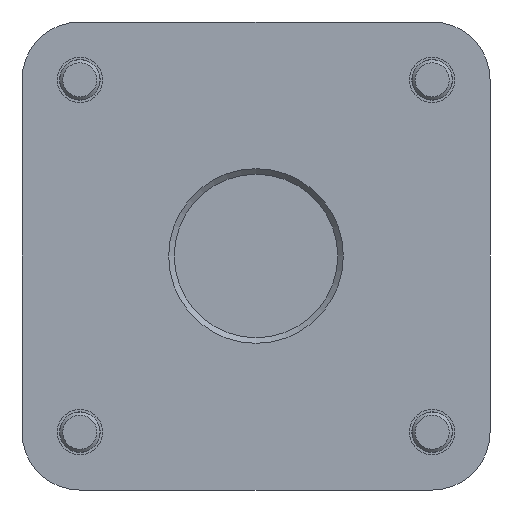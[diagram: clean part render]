
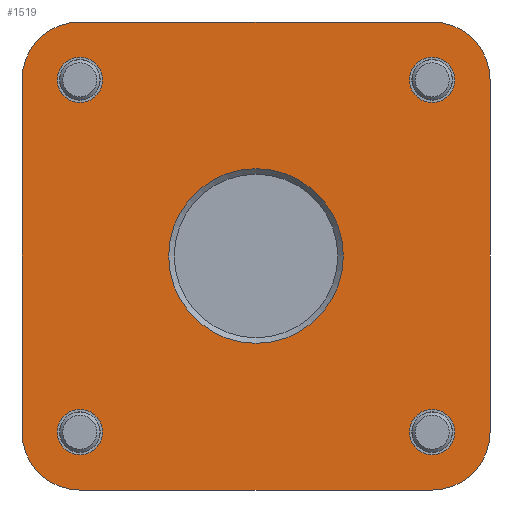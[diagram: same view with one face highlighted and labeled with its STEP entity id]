
A CAD part, front view. The second image highlights one B-rep face of the part: STEP entity #1519.
In plain terms, the highlighted planar face has unit normal (0, -1, 0).
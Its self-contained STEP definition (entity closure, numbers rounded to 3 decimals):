
#141=LINE('',#2476,#231);
#145=LINE('',#2486,#235);
#148=LINE('',#2494,#238);
#151=LINE('',#2502,#241);
#231=VECTOR('',#1939,1000.);
#235=VECTOR('',#1949,1000.);
#238=VECTOR('',#1958,1000.);
#241=VECTOR('',#1967,1000.);
#374=ORIENTED_EDGE('',*,*,#751,.T.);
#375=ORIENTED_EDGE('',*,*,#752,.F.);
#376=ORIENTED_EDGE('',*,*,#753,.T.);
#377=ORIENTED_EDGE('',*,*,#754,.F.);
#378=ORIENTED_EDGE('',*,*,#755,.F.);
#379=ORIENTED_EDGE('',*,*,#735,.F.);
#380=ORIENTED_EDGE('',*,*,#750,.F.);
#381=ORIENTED_EDGE('',*,*,#748,.F.);
#382=ORIENTED_EDGE('',*,*,#746,.F.);
#383=ORIENTED_EDGE('',*,*,#744,.F.);
#384=ORIENTED_EDGE('',*,*,#742,.F.);
#385=ORIENTED_EDGE('',*,*,#740,.F.);
#386=ORIENTED_EDGE('',*,*,#738,.F.);
#735=EDGE_CURVE('',#930,#931,#141,.T.);
#738=EDGE_CURVE('',#931,#932,#1051,.T.);
#740=EDGE_CURVE('',#932,#933,#145,.T.);
#742=EDGE_CURVE('',#933,#934,#1052,.T.);
#744=EDGE_CURVE('',#934,#935,#148,.T.);
#746=EDGE_CURVE('',#935,#936,#1053,.T.);
#748=EDGE_CURVE('',#936,#937,#151,.T.);
#750=EDGE_CURVE('',#937,#930,#1054,.T.);
#751=EDGE_CURVE('',#938,#938,#1055,.T.);
#752=EDGE_CURVE('',#939,#939,#1056,.T.);
#753=EDGE_CURVE('',#940,#940,#1057,.T.);
#754=EDGE_CURVE('',#941,#941,#1058,.T.);
#755=EDGE_CURVE('',#942,#942,#1059,.T.);
#930=VERTEX_POINT('',#2477);
#931=VERTEX_POINT('',#2478);
#932=VERTEX_POINT('',#2483);
#933=VERTEX_POINT('',#2487);
#934=VERTEX_POINT('',#2491);
#935=VERTEX_POINT('',#2495);
#936=VERTEX_POINT('',#2499);
#937=VERTEX_POINT('',#2503);
#938=VERTEX_POINT('',#2509);
#939=VERTEX_POINT('',#2511);
#940=VERTEX_POINT('',#2513);
#941=VERTEX_POINT('',#2515);
#942=VERTEX_POINT('',#2517);
#1051=CIRCLE('',#1684,23.);
#1052=CIRCLE('',#1687,23.);
#1053=CIRCLE('',#1690,23.);
#1054=CIRCLE('',#1693,23.);
#1055=CIRCLE('',#1695,9.);
#1056=CIRCLE('',#1696,9.);
#1057=CIRCLE('',#1697,9.);
#1058=CIRCLE('',#1698,9.);
#1059=CIRCLE('',#1699,34.7);
#1155=EDGE_LOOP('',(#374));
#1156=EDGE_LOOP('',(#375));
#1157=EDGE_LOOP('',(#376));
#1158=EDGE_LOOP('',(#377));
#1159=EDGE_LOOP('',(#378));
#1160=EDGE_LOOP('',(#379,#380,#381,#382,#383,#384,#385,#386));
#1316=FACE_BOUND('',#1155,.T.);
#1317=FACE_BOUND('',#1156,.T.);
#1318=FACE_BOUND('',#1157,.T.);
#1319=FACE_BOUND('',#1158,.T.);
#1320=FACE_BOUND('',#1159,.T.);
#1321=FACE_BOUND('',#1160,.T.);
#1463=PLANE('',#1694);
#1519=ADVANCED_FACE('',(#1316,#1317,#1318,#1319,#1320,#1321),#1463,.F.);
#1684=AXIS2_PLACEMENT_3D('',#2482,#1944,#1945);
#1687=AXIS2_PLACEMENT_3D('',#2490,#1953,#1954);
#1690=AXIS2_PLACEMENT_3D('',#2498,#1962,#1963);
#1693=AXIS2_PLACEMENT_3D('',#2506,#1971,#1972);
#1694=AXIS2_PLACEMENT_3D('',#2507,#1973,#1974);
#1695=AXIS2_PLACEMENT_3D('',#2508,#1975,#1976);
#1696=AXIS2_PLACEMENT_3D('',#2510,#1977,#1978);
#1697=AXIS2_PLACEMENT_3D('',#2512,#1979,#1980);
#1698=AXIS2_PLACEMENT_3D('',#2514,#1981,#1982);
#1699=AXIS2_PLACEMENT_3D('',#2516,#1983,#1984);
#1939=DIRECTION('',(0.,0.,1.));
#1944=DIRECTION('',(0.,1.,0.));
#1945=DIRECTION('',(1.,0.,0.));
#1949=DIRECTION('',(1.,0.,0.));
#1953=DIRECTION('',(0.,1.,0.));
#1954=DIRECTION('',(1.,0.,0.));
#1958=DIRECTION('',(0.,0.,-1.));
#1962=DIRECTION('',(0.,1.,0.));
#1963=DIRECTION('',(1.,0.,0.));
#1967=DIRECTION('',(-1.,0.,0.));
#1971=DIRECTION('',(0.,1.,0.));
#1972=DIRECTION('',(1.,0.,0.));
#1973=DIRECTION('',(0.,1.,0.));
#1974=DIRECTION('',(0.,0.,1.));
#1975=DIRECTION('',(0.,1.,0.));
#1976=DIRECTION('',(0.,0.,1.));
#1977=DIRECTION('',(0.,-1.,0.));
#1978=DIRECTION('',(0.,0.,-1.));
#1979=DIRECTION('',(0.,1.,0.));
#1980=DIRECTION('',(0.,0.,1.));
#1981=DIRECTION('',(0.,-1.,0.));
#1982=DIRECTION('',(0.,0.,-1.));
#1983=DIRECTION('',(0.,-1.,0.));
#1984=DIRECTION('',(0.,0.,-1.));
#2476=CARTESIAN_POINT('',(-93.,0.,-70.));
#2477=CARTESIAN_POINT('',(-93.,0.,-70.));
#2478=CARTESIAN_POINT('',(-93.,0.,70.));
#2482=CARTESIAN_POINT('',(-70.,0.,70.));
#2483=CARTESIAN_POINT('',(-70.,0.,93.));
#2486=CARTESIAN_POINT('',(-70.,0.,93.));
#2487=CARTESIAN_POINT('',(70.,0.,93.));
#2490=CARTESIAN_POINT('',(70.,0.,70.));
#2491=CARTESIAN_POINT('',(93.,0.,70.));
#2494=CARTESIAN_POINT('',(93.,0.,70.));
#2495=CARTESIAN_POINT('',(93.,0.,-70.));
#2498=CARTESIAN_POINT('',(70.,0.,-70.));
#2499=CARTESIAN_POINT('',(70.,0.,-93.));
#2502=CARTESIAN_POINT('',(70.,0.,-93.));
#2503=CARTESIAN_POINT('',(-70.,0.,-93.));
#2506=CARTESIAN_POINT('',(-70.,0.,-70.));
#2507=CARTESIAN_POINT('',(-70.,0.,70.));
#2508=CARTESIAN_POINT('',(-70.,0.,-70.));
#2509=CARTESIAN_POINT('',(-70.,0.,-61.));
#2510=CARTESIAN_POINT('',(70.,0.,-70.));
#2511=CARTESIAN_POINT('',(70.,0.,-79.));
#2512=CARTESIAN_POINT('',(-70.,0.,70.));
#2513=CARTESIAN_POINT('',(-70.,0.,79.));
#2514=CARTESIAN_POINT('',(70.,0.,70.));
#2515=CARTESIAN_POINT('',(70.,0.,61.));
#2516=CARTESIAN_POINT('',(0.,0.,0.));
#2517=CARTESIAN_POINT('',(0.,0.,-34.7));
